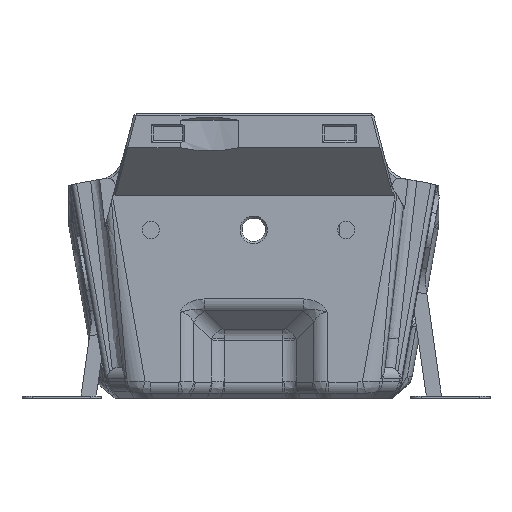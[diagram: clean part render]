
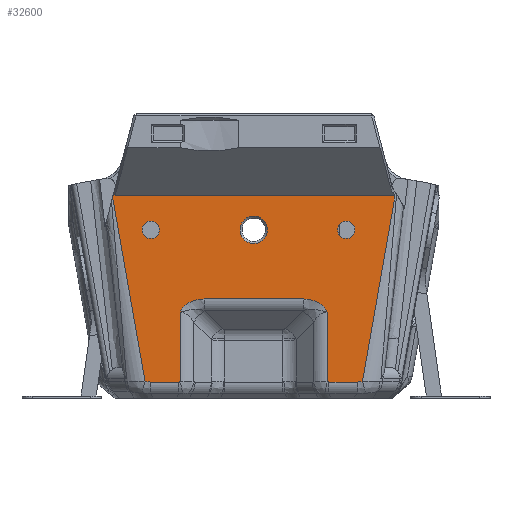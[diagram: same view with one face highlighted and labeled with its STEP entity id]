
A CAD part, front view. The second image highlights one B-rep face of the part: STEP entity #32600.
In plain terms, the highlighted planar face has unit normal (0, -1, 0).
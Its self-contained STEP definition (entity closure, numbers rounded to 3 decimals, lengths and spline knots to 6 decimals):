
#779=B_SPLINE_CURVE_WITH_KNOTS('',3,(#53554,#53555,#53556,#53557),
 .UNSPECIFIED.,.F.,.F.,(4,4),(0.,0.999999),.UNSPECIFIED.);
#780=B_SPLINE_CURVE_WITH_KNOTS('',3,(#53566,#53567,#53568,#53569,#53570,
#53571),.UNSPECIFIED.,.F.,.F.,(4,1,1,4),(0.,0.002711,0.004067,
0.005422),.UNSPECIFIED.);
#781=B_SPLINE_CURVE_WITH_KNOTS('',3,(#53575,#53576,#53577,#53578,#53579,
#53580),.UNSPECIFIED.,.F.,.F.,(4,1,1,4),(0.,0.002711,0.004067,
0.005422),.UNSPECIFIED.);
#1628=CIRCLE('',#35193,0.0026);
#1629=CIRCLE('',#35194,0.00165);
#1630=CIRCLE('',#35195,0.00165);
#2656=ELLIPSE('',#34923,0.002947,0.002);
#2657=ELLIPSE('',#34927,0.006197,0.004);
#2658=ELLIPSE('',#34928,0.006197,0.004);
#2659=ELLIPSE('',#34932,0.002947,0.002);
#7081=ORIENTED_EDGE('',*,*,#15132,.F.);
#7082=ORIENTED_EDGE('',*,*,#15133,.T.);
#7083=ORIENTED_EDGE('',*,*,#15134,.T.);
#7084=ORIENTED_EDGE('',*,*,#15135,.T.);
#7085=ORIENTED_EDGE('',*,*,#15136,.F.);
#7086=ORIENTED_EDGE('',*,*,#15137,.T.);
#7087=ORIENTED_EDGE('',*,*,#14753,.F.);
#7088=ORIENTED_EDGE('',*,*,#14751,.T.);
#7089=ORIENTED_EDGE('',*,*,#14749,.F.);
#7090=ORIENTED_EDGE('',*,*,#15131,.F.);
#7091=ORIENTED_EDGE('',*,*,#15138,.F.);
#7092=ORIENTED_EDGE('',*,*,#15139,.T.);
#7093=ORIENTED_EDGE('',*,*,#15140,.T.);
#7094=ORIENTED_EDGE('',*,*,#15128,.T.);
#7095=ORIENTED_EDGE('',*,*,#14758,.T.);
#7096=ORIENTED_EDGE('',*,*,#14756,.F.);
#7097=ORIENTED_EDGE('',*,*,#14754,.T.);
#7098=ORIENTED_EDGE('',*,*,#15141,.T.);
#7099=ORIENTED_EDGE('',*,*,#15142,.F.);
#7100=ORIENTED_EDGE('',*,*,#15143,.F.);
#14749=EDGE_CURVE('',#19116,#19117,#2656,.T.);
#14751=EDGE_CURVE('',#19118,#19117,#22127,.T.);
#14753=EDGE_CURVE('',#19118,#19106,#2657,.T.);
#14754=EDGE_CURVE('',#19119,#19115,#2658,.T.);
#14756=EDGE_CURVE('',#19119,#19120,#22128,.T.);
#14758=EDGE_CURVE('',#19121,#19120,#2659,.T.);
#15128=EDGE_CURVE('',#19329,#19121,#22292,.T.);
#15131=EDGE_CURVE('',#19330,#19116,#22293,.T.);
#15132=EDGE_CURVE('',#19331,#19115,#22294,.T.);
#15133=EDGE_CURVE('',#19331,#19332,#779,.T.);
#15134=EDGE_CURVE('',#19332,#19333,#22295,.T.);
#15135=EDGE_CURVE('',#19333,#19334,#22296,.F.);
#15136=EDGE_CURVE('',#19335,#19334,#22297,.T.);
#15137=EDGE_CURVE('',#19335,#19106,#22298,.T.);
#15138=EDGE_CURVE('',#19336,#19330,#780,.T.);
#15139=EDGE_CURVE('',#19336,#19337,#22299,.F.);
#15140=EDGE_CURVE('',#19337,#19329,#781,.T.);
#15141=EDGE_CURVE('',#19338,#19338,#1628,.F.);
#15142=EDGE_CURVE('',#19339,#19339,#1629,.T.);
#15143=EDGE_CURVE('',#19340,#19340,#1630,.T.);
#19106=VERTEX_POINT('',#51929);
#19115=VERTEX_POINT('',#52030);
#19116=VERTEX_POINT('',#52057);
#19117=VERTEX_POINT('',#52059);
#19118=VERTEX_POINT('',#52063);
#19119=VERTEX_POINT('',#52115);
#19120=VERTEX_POINT('',#52119);
#19121=VERTEX_POINT('',#52146);
#19329=VERTEX_POINT('',#53545);
#19330=VERTEX_POINT('',#53549);
#19331=VERTEX_POINT('',#53553);
#19332=VERTEX_POINT('',#53558);
#19333=VERTEX_POINT('',#53560);
#19334=VERTEX_POINT('',#53562);
#19335=VERTEX_POINT('',#53564);
#19336=VERTEX_POINT('',#53572);
#19337=VERTEX_POINT('',#53574);
#19338=VERTEX_POINT('',#53582);
#19339=VERTEX_POINT('',#53584);
#19340=VERTEX_POINT('',#53586);
#22127=LINE('',#52062,#25034);
#22128=LINE('',#52118,#25035);
#22292=LINE('',#53544,#25199);
#22293=LINE('',#53550,#25200);
#22294=LINE('',#53552,#25201);
#22295=LINE('',#53559,#25202);
#22296=LINE('',#53561,#25203);
#22297=LINE('',#53563,#25204);
#22298=LINE('',#53565,#25205);
#22299=LINE('',#53573,#25206);
#25034=VECTOR('',#40004,1.);
#25035=VECTOR('',#40015,1.);
#25199=VECTOR('',#40695,1.);
#25200=VECTOR('',#40702,1.);
#25201=VECTOR('',#40705,1.);
#25202=VECTOR('',#40706,1.);
#25203=VECTOR('',#40707,1.);
#25204=VECTOR('',#40708,1.);
#25205=VECTOR('',#40709,1.);
#25206=VECTOR('',#40710,1.);
#27618=EDGE_LOOP('',(#7081,#7082,#7083,#7084,#7085,#7086,#7087,#7088,#7089,
#7090,#7091,#7092,#7093,#7094,#7095,#7096,#7097));
#27619=EDGE_LOOP('',(#7098));
#27620=EDGE_LOOP('',(#7099));
#27621=EDGE_LOOP('',(#7100));
#29616=FACE_BOUND('',#27618,.T.);
#29617=FACE_BOUND('',#27619,.T.);
#29618=FACE_BOUND('',#27620,.T.);
#29619=FACE_BOUND('',#27621,.T.);
#31181=PLANE('',#35192);
#32600=ADVANCED_FACE('',(#29616,#29617,#29618,#29619),#31181,.T.);
#34923=AXIS2_PLACEMENT_3D('',#52058,#39998,#39999);
#34927=AXIS2_PLACEMENT_3D('',#52089,#40007,#40008);
#34928=AXIS2_PLACEMENT_3D('',#52114,#40009,#40010);
#34932=AXIS2_PLACEMENT_3D('',#52145,#40018,#40019);
#35192=AXIS2_PLACEMENT_3D('',#53551,#40703,#40704);
#35193=AXIS2_PLACEMENT_3D('',#53581,#40711,#40712);
#35194=AXIS2_PLACEMENT_3D('',#53583,#40713,#40714);
#35195=AXIS2_PLACEMENT_3D('',#53585,#40715,#40716);
#39998=DIRECTION('',(0.,1.,0.));
#39999=DIRECTION('',(-0.383,0.,-0.924));
#40004=DIRECTION('',(1.,0.,0.));
#40007=DIRECTION('',(0.,1.,0.));
#40008=DIRECTION('',(-0.534,0.,0.845));
#40009=DIRECTION('',(0.,-1.,0.));
#40010=DIRECTION('',(0.534,0.,0.845));
#40015=DIRECTION('',(-1.,0.,0.));
#40018=DIRECTION('',(0.,-1.,0.));
#40019=DIRECTION('',(0.383,0.,-0.924));
#40695=DIRECTION('',(0.,0.,-1.));
#40702=DIRECTION('',(0.,0.,-1.));
#40703=DIRECTION('',(0.,-1.,0.));
#40704=DIRECTION('',(1.,0.,0.));
#40705=DIRECTION('',(-0.174,0.,-0.985));
#40706=DIRECTION('',(-1.,0.,0.));
#40707=DIRECTION('',(0.506,0.,-0.863));
#40708=DIRECTION('',(0.25,0.,0.968));
#40709=DIRECTION('',(0.174,0.,-0.985));
#40710=DIRECTION('',(-1.,0.,0.));
#40711=DIRECTION('',(0.,-1.,0.));
#40712=DIRECTION('',(1.,0.,0.));
#40713=DIRECTION('',(0.,-1.,0.));
#40714=DIRECTION('',(1.,0.,0.));
#40715=DIRECTION('',(0.,-1.,0.));
#40716=DIRECTION('',(1.,0.,0.));
#51929=CARTESIAN_POINT('',(-0.020567,-0.0225,0.003176));
#52030=CARTESIAN_POINT('',(0.020567,-0.0225,0.003176));
#52057=CARTESIAN_POINT('',(-0.013891,-0.0225,0.003078));
#52058=CARTESIAN_POINT('',(-0.013643,-0.0225,0.005871));
#52059=CARTESIAN_POINT('',(-0.014228,-0.0225,0.003043));
#52062=CARTESIAN_POINT('',(0.028932,-0.0225,0.003043));
#52063=CARTESIAN_POINT('',(-0.01958,-0.0225,0.003043));
#52089=CARTESIAN_POINT('',(-0.021369,-0.0225,0.008699));
#52114=CARTESIAN_POINT('',(0.021369,-0.0225,0.008699));
#52115=CARTESIAN_POINT('',(0.01958,-0.0225,0.003043));
#52118=CARTESIAN_POINT('',(-0.000052,-0.0225,0.003043));
#52119=CARTESIAN_POINT('',(0.014228,-0.0225,0.003043));
#52145=CARTESIAN_POINT('',(0.013643,-0.0225,0.005871));
#52146=CARTESIAN_POINT('',(0.013891,-0.0225,0.003078));
#53544=CARTESIAN_POINT('',(0.013891,-0.0225,0.021029));
#53545=CARTESIAN_POINT('',(0.013891,-0.0225,0.016279));
#53549=CARTESIAN_POINT('',(-0.013891,-0.0225,0.016279));
#53550=CARTESIAN_POINT('',(-0.013891,-0.0225,0.021029));
#53551=CARTESIAN_POINT('',(-0.000052,-0.0225,0.021029));
#53552=CARTESIAN_POINT('',(0.023002,-0.0225,0.016983));
#53553=CARTESIAN_POINT('',(0.026543,-0.0225,0.037069));
#53554=CARTESIAN_POINT('',(0.026543,-0.0225,0.037069));
#53555=CARTESIAN_POINT('',(0.026593,-0.0225,0.037486));
#53556=CARTESIAN_POINT('',(0.026643,-0.0225,0.037903));
#53557=CARTESIAN_POINT('',(0.026693,-0.0225,0.03832));
#53558=CARTESIAN_POINT('',(0.026693,-0.0225,0.03832));
#53559=CARTESIAN_POINT('',(-0.01013,-0.0225,0.03832));
#53560=CARTESIAN_POINT('',(-0.026227,-0.0225,0.03832));
#53561=CARTESIAN_POINT('',(-0.028491,-0.0225,0.042183));
#53562=CARTESIAN_POINT('',(-0.026509,-0.0225,0.038801));
#53563=CARTESIAN_POINT('',(-0.029158,-0.0225,0.028557));
#53564=CARTESIAN_POINT('',(-0.026711,-0.0225,0.03802));
#53565=CARTESIAN_POINT('',(-0.023002,-0.0225,0.016983));
#53566=CARTESIAN_POINT('',(-0.009407,-0.0225,0.018764));
#53567=CARTESIAN_POINT('',(-0.010317,-0.0225,0.018764));
#53568=CARTESIAN_POINT('',(-0.011678,-0.0225,0.018487));
#53569=CARTESIAN_POINT('',(-0.013195,-0.0225,0.017473));
#53570=CARTESIAN_POINT('',(-0.013753,-0.0225,0.016709));
#53571=CARTESIAN_POINT('',(-0.013891,-0.0225,0.016279));
#53572=CARTESIAN_POINT('',(-0.009407,-0.0225,0.018764));
#53573=CARTESIAN_POINT('',(-0.000052,-0.0225,0.018764));
#53574=CARTESIAN_POINT('',(0.009407,-0.0225,0.018764));
#53575=CARTESIAN_POINT('',(0.009407,-0.0225,0.018764));
#53576=CARTESIAN_POINT('',(0.010317,-0.0225,0.018764));
#53577=CARTESIAN_POINT('',(0.011678,-0.0225,0.018487));
#53578=CARTESIAN_POINT('',(0.013195,-0.0225,0.017473));
#53579=CARTESIAN_POINT('',(0.013753,-0.0225,0.016709));
#53580=CARTESIAN_POINT('',(0.013891,-0.0225,0.016279));
#53581=CARTESIAN_POINT('',(0.,-0.0225,0.03185));
#53582=CARTESIAN_POINT('',(0.0026,-0.0225,0.03185));
#53583=CARTESIAN_POINT('',(0.017499,-0.0225,0.031853));
#53584=CARTESIAN_POINT('',(0.019149,-0.0225,0.031853));
#53585=CARTESIAN_POINT('',(-0.019501,-0.0225,0.031853));
#53586=CARTESIAN_POINT('',(-0.017851,-0.0225,0.031853));
